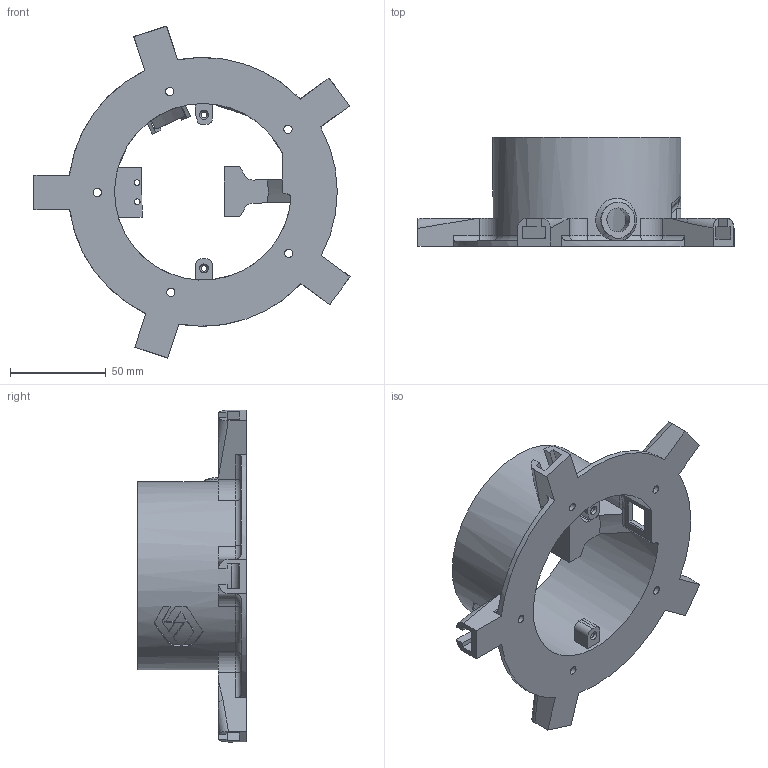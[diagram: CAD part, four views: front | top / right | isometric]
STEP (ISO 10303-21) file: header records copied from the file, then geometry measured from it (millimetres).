
FILE_DESCRIPTION(/* description */ (''),/* implementation_level */ '2;1');
FILE_NAME(/* name */ 'Base (1) (1).step',/* time_stamp */ '2024-04-02T11:32:43-05:00',/* author */ (''),/* organization */ (''),/* preprocessor_version */ 'ST-DEVELOPER v20',/* originating_system */ 'Autodesk Translation Framework v12.20.1.177',/* authorisation */ '');
FILE_SCHEMA (('AUTOMOTIVE_DESIGN { 1 0 10303 214 3 1 1 }'));
Length unit declared in the file: millimetre
Products named in the file (1): Base (1) (1)
Bounding box: 164.63 x 56.75 x 172.92 mm (x, y, z)
Volume: 116276.7 mm3; surface area: 71610.9 mm2
Topology: 1 solids, 1 shells, 489 faces, 1410 edges, 928 vertices
Faces by surface type: bspline 256, plane 133, cylinder 72, torus 18, cone 10
Full cylindrical faces by diameter (mm): 3 x6, 4.3 x5, 12.5 x1, 92 x1, 98 x1
Entity records: 20341 total; most frequent: CARTESIAN_POINT 9086, ORIENTED_EDGE 2820, DIRECTION 1546, EDGE_CURVE 1410, VERTEX_POINT 928, LINE 632, VECTOR 632, B_SPLINE_CURVE_WITH_KNOTS 549
